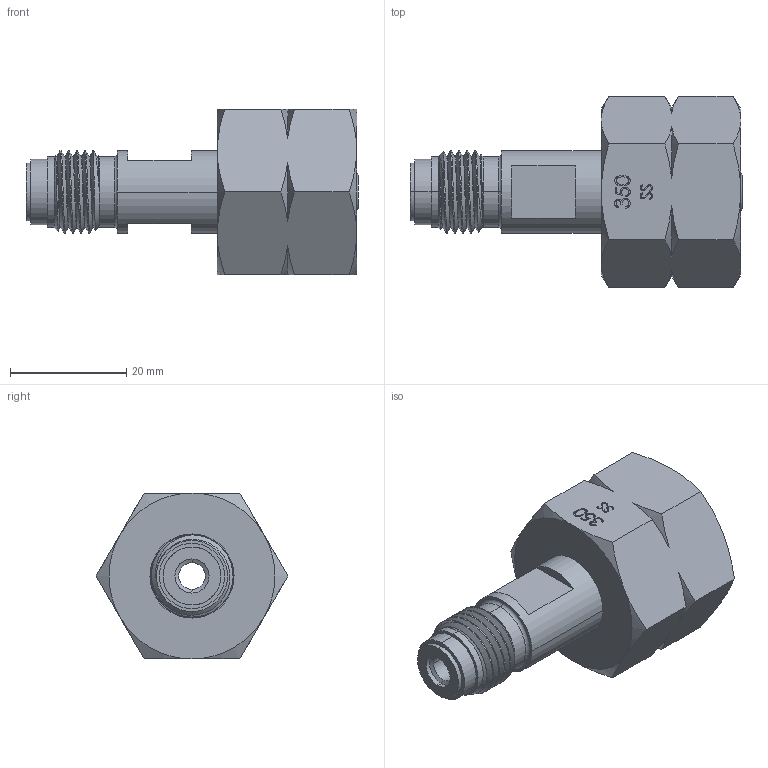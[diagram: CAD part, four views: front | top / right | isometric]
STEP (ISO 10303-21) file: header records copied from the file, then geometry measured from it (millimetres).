
FILE_DESCRIPTION (( 'STEP AP203' ), '1' );
FILE_NAME ('INL-350SS-4MFS-36.STEP', '2025-01-09T12:32:35', ( '' ), ( '' ), 'SwSTEP 2.0', 'SolidWorks 2018', '' );
FILE_SCHEMA (( 'CONFIG_CONTROL_DESIGN' ));
Length unit declared in the file: inch
Products named in the file (1): INL-350SS-4MFS-36
Bounding box: 57.15 x 33 x 28.57 mm (x, y, z)
Volume: 17339.4 mm3; surface area: 9114.4 mm2
Topology: 2 solids, 2 shells, 203 faces, 610 edges, 423 vertices
Faces by surface type: bspline 67, cylinder 42, plane 41, cone 41, torus 10, sphere 2
Entity records: 16458 total; most frequent: CARTESIAN_POINT 11635, ORIENTED_EDGE 1212, DIRECTION 653, EDGE_CURVE 606, VERTEX_POINT 421, B_SPLINE_CURVE_WITH_KNOTS 306, AXIS2_PLACEMENT_3D 237, EDGE_LOOP 221
